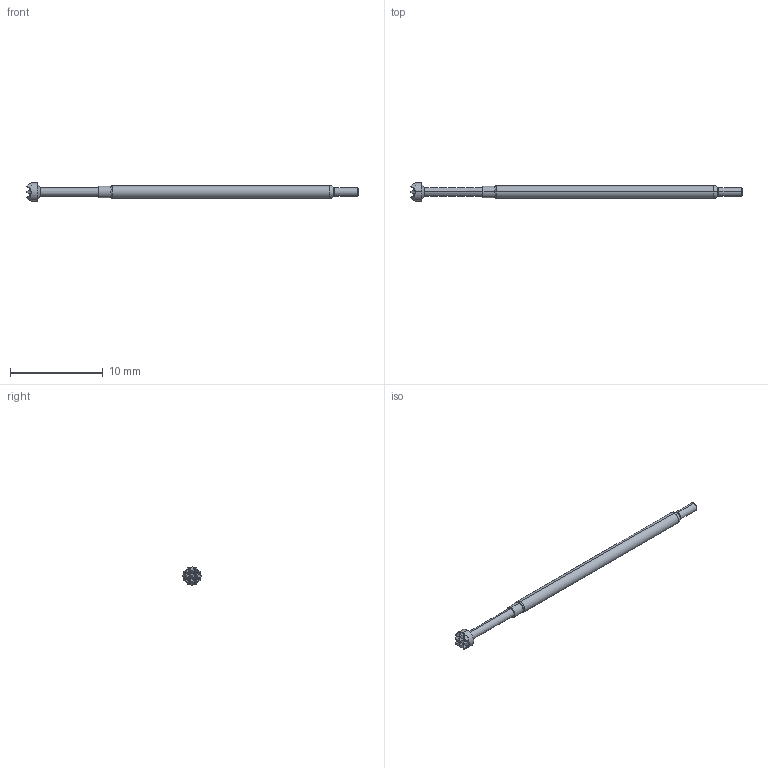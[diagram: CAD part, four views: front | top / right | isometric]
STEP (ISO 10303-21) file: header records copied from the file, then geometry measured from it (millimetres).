
FILE_DESCRIPTION (( 'STEP AP214' ), '1' );
FILE_NAME ('X75-PRP2529_.STEP', '2017-11-01T14:15:03', ( '' ), ( '' ), 'SwSTEP 2.0', 'SolidWorks 2017', '' );
FILE_SCHEMA (( 'AUTOMOTIVE_DESIGN' ));
Length unit declared in the file: inch
Products named in the file (1): X75-PRP2529_
Bounding box: 35.81 x 1.96 x 1.96 mm (x, y, z)
Volume: 45.9 mm3; surface area: 148.2 mm2
Topology: 1 solids, 1 shells, 117 faces, 320 edges, 206 vertices
Faces by surface type: bspline 88, cone 10, torus 8, cylinder 8, plane 3
Entity records: 6133 total; most frequent: CARTESIAN_POINT 3671, ORIENTED_EDGE 640, EDGE_CURVE 320, B_SPLINE_CURVE_WITH_KNOTS 266, VERTEX_POINT 206, DIRECTION 150, EDGE_LOOP 118, ADVANCED_FACE 117
